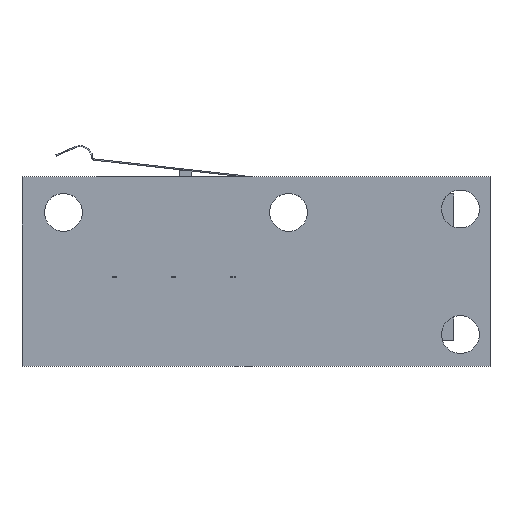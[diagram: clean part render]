
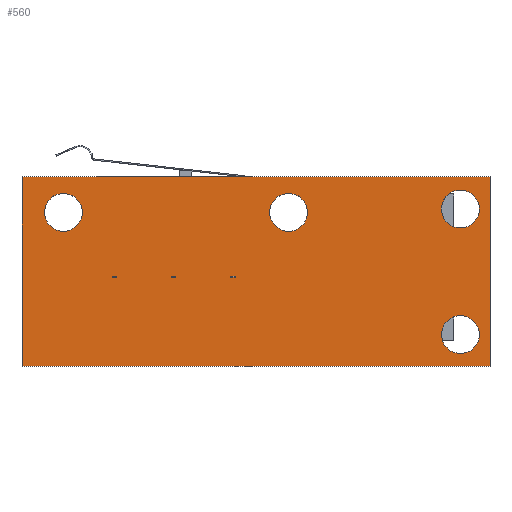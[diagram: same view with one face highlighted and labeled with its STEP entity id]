
A CAD part, top view. The second image highlights one B-rep face of the part: STEP entity #560.
In plain terms, the highlighted face is planar.
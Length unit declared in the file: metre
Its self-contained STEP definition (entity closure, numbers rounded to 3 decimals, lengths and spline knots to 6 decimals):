
#560=ADVANCED_FACE('0:2490',(#1299,#1300,#1301,#1302,#1303),#1304,.T.);
#1299=FACE_BOUND('',#2267,.T.);
#1300=FACE_BOUND('',#2268,.T.);
#1301=FACE_BOUND('',#2269,.T.);
#1302=FACE_BOUND('',#2270,.T.);
#1303=FACE_OUTER_BOUND('',#2271,.T.);
#1304=PLANE('',#2272);
#2267=EDGE_LOOP('',(#3378,#3379));
#2268=EDGE_LOOP('',(#3380,#3381));
#2269=EDGE_LOOP('',(#3382,#3383));
#2270=EDGE_LOOP('',(#3384,#3385));
#2271=EDGE_LOOP('',(#3386,#3387,#3388,#3389));
#2272=AXIS2_PLACEMENT_3D('',#3390,#3391,#3392);
#3378=ORIENTED_EDGE('',*,*,#5878,.T.);
#3379=ORIENTED_EDGE('',*,*,#5883,.T.);
#3380=ORIENTED_EDGE('',*,*,#5873,.T.);
#3381=ORIENTED_EDGE('',*,*,#5886,.T.);
#3382=ORIENTED_EDGE('',*,*,#5868,.T.);
#3383=ORIENTED_EDGE('',*,*,#5889,.T.);
#3384=ORIENTED_EDGE('',*,*,#5863,.T.);
#3385=ORIENTED_EDGE('',*,*,#5892,.T.);
#3386=ORIENTED_EDGE('',*,*,#5907,.F.);
#3387=ORIENTED_EDGE('',*,*,#5894,.F.);
#3388=ORIENTED_EDGE('',*,*,#5908,.F.);
#3389=ORIENTED_EDGE('',*,*,#5903,.F.);
#3390=CARTESIAN_POINT('',(0.0,0.0,0.0));
#3391=DIRECTION('',(0.0,0.0,-1.0));
#3392=DIRECTION('',(0.0,-1.0,0.0));
#5863=EDGE_CURVE('1:4757',#6957,#6954,#6958,.T.);
#5868=EDGE_CURVE('1:5743',#6966,#6963,#6967,.T.);
#5873=EDGE_CURVE('4:2177',#6975,#6972,#6976,.T.);
#5878=EDGE_CURVE('4:2375',#6984,#6981,#6985,.T.);
#5883=EDGE_CURVE('',#6981,#6984,#6991,.T.);
#5886=EDGE_CURVE('',#6972,#6975,#6994,.T.);
#5889=EDGE_CURVE('',#6963,#6966,#6997,.T.);
#5892=EDGE_CURVE('',#6954,#6957,#7000,.T.);
#5894=EDGE_CURVE('0:2529',#7002,#7003,#7004,.F.);
#5903=EDGE_CURVE('0:2511',#7017,#7018,#7019,.F.);
#5907=EDGE_CURVE('0:2499',#7003,#7017,#7023,.F.);
#5908=EDGE_CURVE('0:2520',#7018,#7002,#7024,.T.);
#6954=VERTEX_POINT('',#8556);
#6957=VERTEX_POINT('',#8560);
#6958=CIRCLE('',#8561,0.0016);
#6963=VERTEX_POINT('',#8567);
#6966=VERTEX_POINT('',#8571);
#6967=CIRCLE('',#8572,0.0016);
#6972=VERTEX_POINT('',#8578);
#6975=VERTEX_POINT('',#8582);
#6976=CIRCLE('',#8583,0.0016);
#6981=VERTEX_POINT('',#8589);
#6984=VERTEX_POINT('',#8593);
#6985=CIRCLE('',#8594,0.0016);
#6991=CIRCLE('',#8601,0.0016);
#6994=CIRCLE('',#8604,0.0016);
#6997=CIRCLE('',#8607,0.0016);
#7000=CIRCLE('',#8610,0.0016);
#7002=VERTEX_POINT('NONE',#8612);
#7003=VERTEX_POINT('NONE',#8613);
#7004=LINE('',#8614,#8615);
#7017=VERTEX_POINT('NONE',#8634);
#7018=VERTEX_POINT('NONE',#8635);
#7019=LINE('',#8636,#8637);
#7023=LINE('',#8643,#8644);
#7024=LINE('',#8645,#8646);
#8556=CARTESIAN_POINT('',(-0.01685,-0.005,0.0));
#8560=CARTESIAN_POINT('',(-0.01365,-0.005,0.0));
#8561=AXIS2_PLACEMENT_3D('',#10643,#10644,#10645);
#8567=CARTESIAN_POINT('',(0.00215,-0.005,0.0));
#8571=CARTESIAN_POINT('',(0.00535,-0.005,0.0));
#8572=AXIS2_PLACEMENT_3D('',#10651,#10652,#10653);
#8578=CARTESIAN_POINT('',(0.01665,-0.005285,0.0));
#8582=CARTESIAN_POINT('',(0.01985,-0.005285,0.0));
#8583=AXIS2_PLACEMENT_3D('',#10659,#10660,#10661);
#8589=CARTESIAN_POINT('',(0.01665,0.005315,0.0));
#8593=CARTESIAN_POINT('',(0.01985,0.005315,0.0));
#8594=AXIS2_PLACEMENT_3D('',#10667,#10668,#10669);
#8601=AXIS2_PLACEMENT_3D('',#10677,#10678,#10679);
#8604=AXIS2_PLACEMENT_3D('',#10683,#10684,#10685);
#8607=AXIS2_PLACEMENT_3D('',#10689,#10690,#10691);
#8610=AXIS2_PLACEMENT_3D('',#10695,#10696,#10697);
#8612=CARTESIAN_POINT('',(0.02075,0.008,0.0));
#8613=CARTESIAN_POINT('',(-0.01875,0.008,0.0));
#8614=CARTESIAN_POINT('',(-0.006125,0.008,0.0));
#8615=VECTOR('',#10698,1.0);
#8634=CARTESIAN_POINT('',(-0.01875,-0.008,0.0));
#8635=CARTESIAN_POINT('',(0.02075,-0.008,0.0));
#8636=CARTESIAN_POINT('',(-0.006125,-0.008,0.0));
#8637=VECTOR('',#10705,1.0);
#8643=CARTESIAN_POINT('',(-0.01875,-0.0025,0.0));
#8644=VECTOR('',#10708,1.0);
#8645=CARTESIAN_POINT('',(0.02075,-0.005,0.0));
#8646=VECTOR('',#10709,1.0);
#10643=CARTESIAN_POINT('',(-0.01525,-0.005,0.0));
#10644=DIRECTION('',(0.0,-0.0,1.0));
#10645=DIRECTION('',(-1.0,0.0,0.0));
#10651=CARTESIAN_POINT('',(0.00375,-0.005,0.0));
#10652=DIRECTION('',(0.0,-0.0,1.0));
#10653=DIRECTION('',(-1.0,0.0,0.0));
#10659=CARTESIAN_POINT('',(0.01825,-0.005285,0.0));
#10660=DIRECTION('',(0.0,-0.0,1.0));
#10661=DIRECTION('',(-1.0,0.0,0.0));
#10667=CARTESIAN_POINT('',(0.01825,0.005315,0.0));
#10668=DIRECTION('',(0.0,-0.0,1.0));
#10669=DIRECTION('',(-1.0,0.0,0.0));
#10677=CARTESIAN_POINT('',(0.01825,0.005315,0.0));
#10678=DIRECTION('',(0.0,-0.0,1.0));
#10679=DIRECTION('',(-1.0,0.0,0.0));
#10683=CARTESIAN_POINT('',(0.01825,-0.005285,0.0));
#10684=DIRECTION('',(0.0,-0.0,1.0));
#10685=DIRECTION('',(-1.0,0.0,0.0));
#10689=CARTESIAN_POINT('',(0.00375,-0.005,0.0));
#10690=DIRECTION('',(0.0,-0.0,1.0));
#10691=DIRECTION('',(-1.0,0.0,0.0));
#10695=CARTESIAN_POINT('',(-0.01525,-0.005,0.0));
#10696=DIRECTION('',(0.0,-0.0,1.0));
#10697=DIRECTION('',(-1.0,0.0,0.0));
#10698=DIRECTION('',(1.0,0.0,0.0));
#10705=DIRECTION('',(-1.0,0.0,0.0));
#10708=DIRECTION('',(-0.0,1.0,0.0));
#10709=DIRECTION('',(0.0,1.0,0.0));
